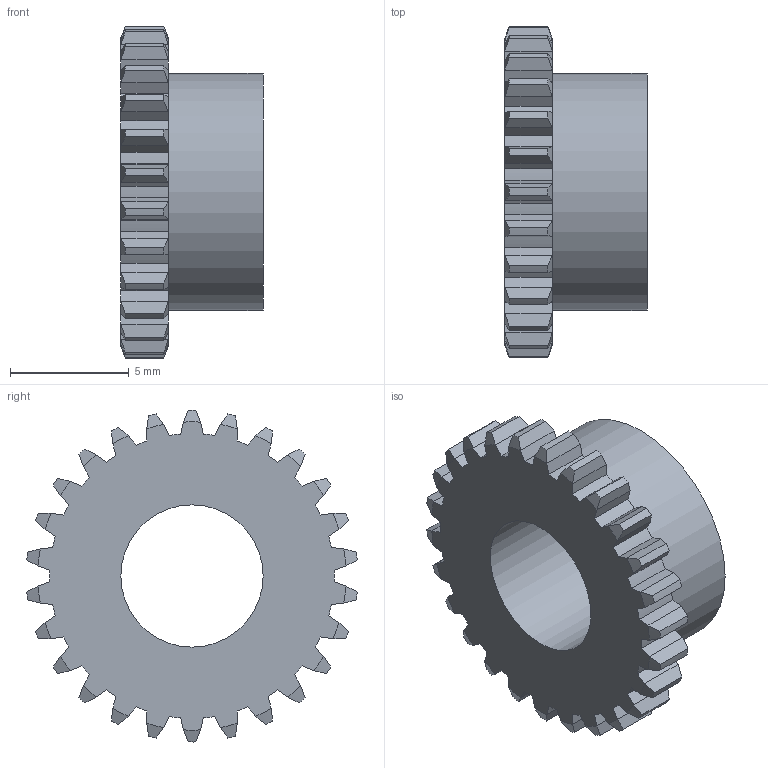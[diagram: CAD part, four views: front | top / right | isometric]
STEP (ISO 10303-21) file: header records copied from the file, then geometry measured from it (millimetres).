
FILE_DESCRIPTION(/* description */ (''),/* implementation_level */ '2;1');
FILE_NAME(/* name */ 'Ritzel schmal z=26_ipt_71df76bc.STEP',/* time_stamp */ '2021-11-25T10:12:25-03:00',/* author */ (''),/* organization */ (''),/* preprocessor_version */ 'ST-DEVELOPER v18.1',/* originating_system */ 'Autodesk Inventor 2020',/* authorisation */ ' ');
FILE_SCHEMA (('AUTOMOTIVE_DESIGN { 1 0 10303 214 3 1 1 }'));
Length unit declared in the file: millimetre
Products named in the file (1): Ritzel schmal z26_machined
Bounding box: 6 x 13.93 x 14 mm (x, y, z)
Volume: 405.6 mm3; surface area: 590.6 mm2
Topology: 1 solids, 1 shells, 213 faces, 527 edges, 317 vertices
Faces by surface type: plane 107, cylinder 54, cone 52
Full cylindrical faces by diameter (mm): 6 x1, 10 x1
Entity records: 6360 total; most frequent: CARTESIAN_POINT 1266, ORIENTED_EDGE 1054, DIRECTION 1012, EDGE_CURVE 527, AXIS2_PLACEMENT_3D 375, VERTEX_POINT 317, LINE 262, VECTOR 262
